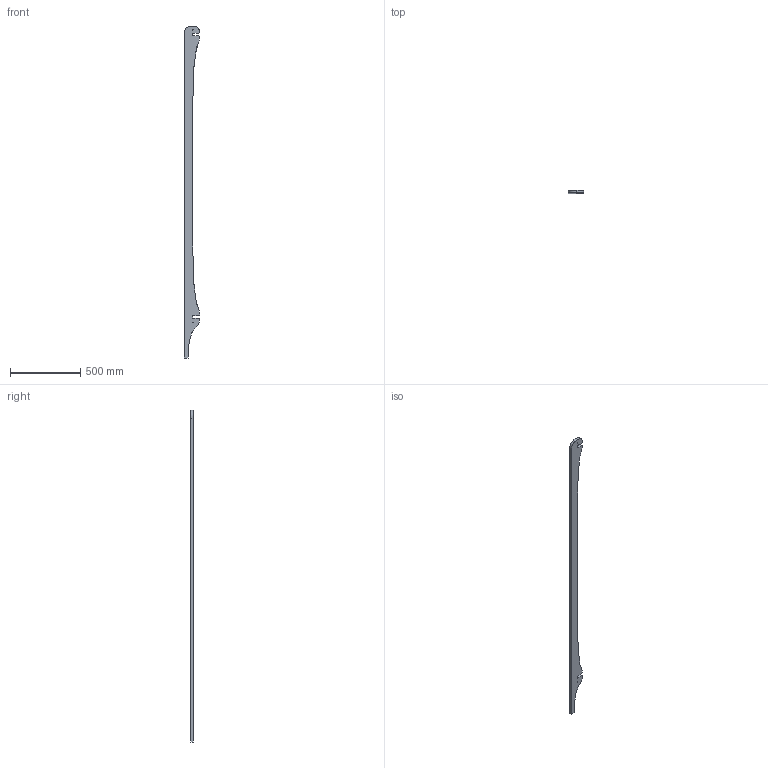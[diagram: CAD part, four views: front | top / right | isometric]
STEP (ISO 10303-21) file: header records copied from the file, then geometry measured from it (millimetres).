
FILE_DESCRIPTION(('FreeCAD Model'),'2;1');
FILE_NAME('Open CASCADE Shape Model','2025-03-13T07:59:36',(''),(''), 'Open CASCADE STEP processor 7.8','FreeCAD','Unknown');
FILE_SCHEMA(('AUTOMOTIVE_DESIGN { 1 0 10303 214 1 1 1 1 }'));
Length unit declared in the file: millimetre
Products named in the file (1): stand
Bounding box: 110 x 18 x 2360 mm (x, y, z)
Volume: 2774966.5 mm3; surface area: 399650.4 mm2
Topology: 1 solids, 1 shells, 22 faces, 60 edges, 40 vertices
Faces by surface type: plane 15, extrusion 5, cylinder 2
Full cylindrical faces by diameter (mm): 6 x2
Entity records: 1107 total; most frequent: CARTESIAN_POINT 532, ORIENTED_EDGE 120, DIRECTION 95, EDGE_CURVE 60, VECTOR 51, LINE 46, VERTEX_POINT 40, FACE_BOUND 26
